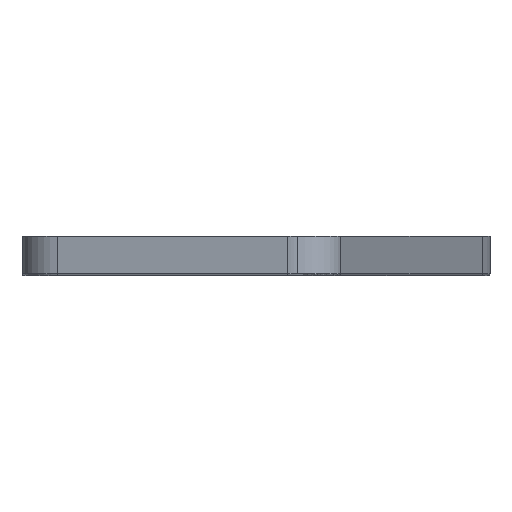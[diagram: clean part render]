
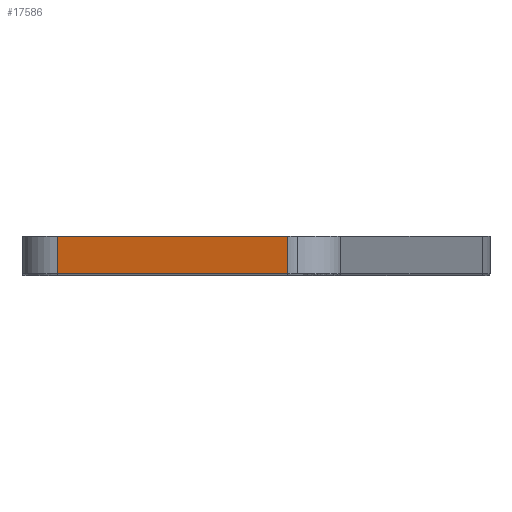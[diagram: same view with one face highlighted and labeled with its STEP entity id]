
A CAD part, left-side view. The second image highlights one B-rep face of the part: STEP entity #17586.
In plain terms, the highlighted planar face has unit normal (-0.978, 0.208, 0).
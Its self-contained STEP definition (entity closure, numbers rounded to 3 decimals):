
#161 = DIRECTION ( 'NONE',  ( -0.208, -0.978, 0. ) ) ;
#4252 = CARTESIAN_POINT ( 'NONE',  ( -14.428, 3.067, 10. ) ) ;
#4363 = PLANE ( 'NONE',  #5532 ) ;
#4744 = CARTESIAN_POINT ( 'NONE',  ( -14.428, 3.067, 0.5 ) ) ;
#4921 = ORIENTED_EDGE ( 'NONE', *, *, #17118, .T. ) ;
#5532 = AXIS2_PLACEMENT_3D ( 'NONE', #4252, #10608, #9052 ) ;
#6303 = LINE ( 'NONE', #4744, #16681 ) ;
#6383 = VERTEX_POINT ( 'NONE', #18563 ) ;
#8770 = VERTEX_POINT ( 'NONE', #16483 ) ;
#9052 = DIRECTION ( 'NONE',  ( 0.208, 0.978, 0. ) ) ;
#9184 = LINE ( 'NONE', #13666, #19140 ) ;
#9636 = LINE ( 'NONE', #15998, #17698 ) ;
#10049 = ORIENTED_EDGE ( 'NONE', *, *, #16449, .F. ) ;
#10299 = CARTESIAN_POINT ( 'NONE',  ( -0.78, 67.276, 0.5 ) ) ;
#10608 = DIRECTION ( 'NONE',  ( 0.978, -0.208, 0. ) ) ;
#11200 = DIRECTION ( 'NONE',  ( -0.208, -0.978, 0. ) ) ;
#11983 = VERTEX_POINT ( 'NONE', #10299 ) ;
#13660 = CARTESIAN_POINT ( 'NONE',  ( -0.78, 67.276, 10. ) ) ;
#13666 = CARTESIAN_POINT ( 'NONE',  ( -0.78, 67.276, 10. ) ) ;
#13889 = EDGE_CURVE ( 'NONE', #11983, #8770, #6303, .T. ) ;
#15171 = ORIENTED_EDGE ( 'NONE', *, *, #16667, .F. ) ;
#15177 = ORIENTED_EDGE ( 'NONE', *, *, #13889, .T. ) ;
#15860 = VERTEX_POINT ( 'NONE', #13660 ) ;
#15998 = CARTESIAN_POINT ( 'NONE',  ( -14.428, 3.067, 10. ) ) ;
#16449 = EDGE_CURVE ( 'NONE', #15860, #6383, #9636, .T. ) ;
#16483 = CARTESIAN_POINT ( 'NONE',  ( -13.275, 8.491, 0.5 ) ) ;
#16667 = EDGE_CURVE ( 'NONE', #6383, #8770, #20132, .T. ) ;
#16681 = VECTOR ( 'NONE', #11200, 1000. ) ;
#16893 = DIRECTION ( 'NONE',  ( 0., 0., -1. ) ) ;
#16918 = DIRECTION ( 'NONE',  ( 0., 0., -1. ) ) ;
#17058 = VECTOR ( 'NONE', #16918, 1000. ) ;
#17118 = EDGE_CURVE ( 'NONE', #15860, #11983, #9184, .T. ) ;
#17586 = ADVANCED_FACE ( 'NONE', ( #18519 ), #4363, .F. ) ;
#17698 = VECTOR ( 'NONE', #161, 1000. ) ;
#18490 = EDGE_LOOP ( 'NONE', ( #4921, #15177, #15171, #10049 ) ) ;
#18519 = FACE_OUTER_BOUND ( 'NONE', #18490, .T. ) ;
#18563 = CARTESIAN_POINT ( 'NONE',  ( -13.275, 8.491, 10. ) ) ;
#19140 = VECTOR ( 'NONE', #16893, 1000. ) ;
#20032 = CARTESIAN_POINT ( 'NONE',  ( -13.275, 8.491, 10. ) ) ;
#20132 = LINE ( 'NONE', #20032, #17058 ) ;
